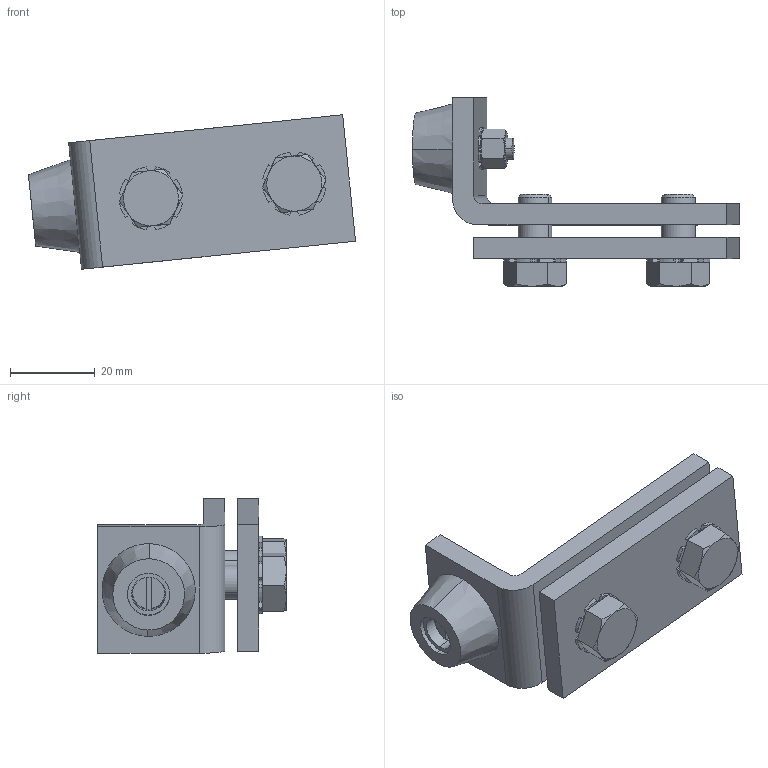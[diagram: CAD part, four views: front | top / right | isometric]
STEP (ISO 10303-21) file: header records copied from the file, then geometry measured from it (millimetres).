
FILE_DESCRIPTION (( 'STEP AP203' ), '1' );
FILE_NAME ('1.24.X01.STEP', '2019-05-28T06:22:08', ( '' ), ( '' ), 'SwSTEP 2.0', 'SolidWorks 2018', '' );
FILE_SCHEMA (( 'CONFIG_CONTROL_DESIGN' ));
Length unit declared in the file: millimetre
Products named in the file (1): 1.24.X01
Bounding box: 77.2 x 44.48 x 36.46 mm (x, y, z)
Volume: 28092 mm3; surface area: 15928.3 mm2
Topology: 10 solids, 10 shells, 274 faces, 673 edges, 424 vertices
Faces by surface type: plane 105, cylinder 103, cone 64, torus 2
Entity records: 8342 total; most frequent: CARTESIAN_POINT 1656, DIRECTION 1433, ORIENTED_EDGE 1346, EDGE_CURVE 673, AXIS2_PLACEMENT_3D 541, VERTEX_POINT 424, LINE 351, VECTOR 351
